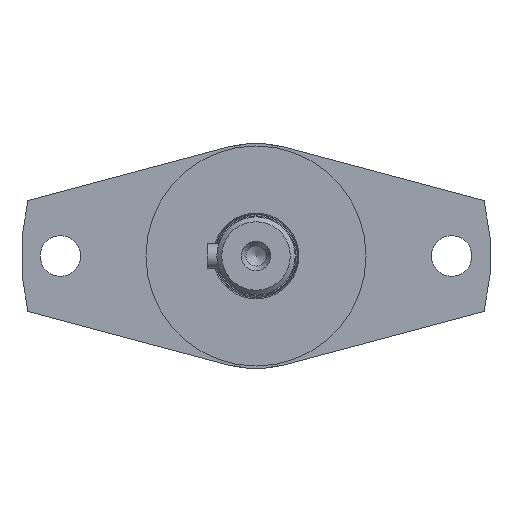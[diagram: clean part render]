
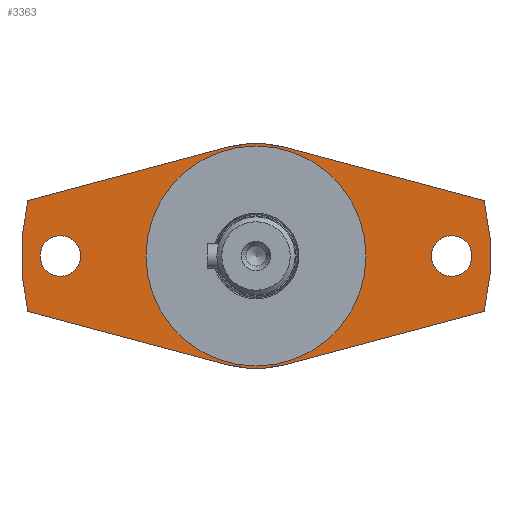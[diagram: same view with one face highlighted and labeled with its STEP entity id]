
A CAD part, left-side view. The second image highlights one B-rep face of the part: STEP entity #3363.
In plain terms, the highlighted planar face has unit normal (-1, 0, 0).
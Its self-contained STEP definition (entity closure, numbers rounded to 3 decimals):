
#95=FACE_BOUND('',#1107,.T.);
#96=FACE_BOUND('',#1108,.T.);
#97=FACE_BOUND('',#1109,.T.);
#191=PLANE('',#3687);
#437=LINE('',#5625,#701);
#438=LINE('',#5626,#702);
#439=LINE('',#5627,#703);
#440=LINE('',#5628,#704);
#701=VECTOR('',#4524,10.);
#702=VECTOR('',#4525,10.);
#703=VECTOR('',#4526,10.);
#704=VECTOR('',#4527,10.);
#912=FACE_OUTER_BOUND('',#1106,.T.);
#1106=EDGE_LOOP('',(#2852,#2853,#2854,#2855,#2856,#2857,#2858,#2859));
#1107=EDGE_LOOP('',(#2860));
#1108=EDGE_LOOP('',(#2861));
#1109=EDGE_LOOP('',(#2862,#2863));
#1274=CIRCLE('',#3668,23.);
#1276=CIRCLE('',#3670,23.);
#1281=CIRCLE('',#3677,48.);
#1282=CIRCLE('',#3679,22.5);
#1283=CIRCLE('',#3680,22.5);
#1285=CIRCLE('',#3683,48.);
#1288=CIRCLE('',#3688,4.15);
#1289=CIRCLE('',#3689,4.15);
#1573=VERTEX_POINT('',#5571);
#1574=VERTEX_POINT('',#5573);
#1577=VERTEX_POINT('',#5579);
#1578=VERTEX_POINT('',#5581);
#1584=VERTEX_POINT('',#5597);
#1585=VERTEX_POINT('',#5599);
#1586=VERTEX_POINT('',#5603);
#1587=VERTEX_POINT('',#5604);
#1588=VERTEX_POINT('',#5609);
#1591=VERTEX_POINT('',#5614);
#1594=VERTEX_POINT('',#5629);
#1595=VERTEX_POINT('',#5631);
#2006=EDGE_CURVE('',#1574,#1573,#1274,.T.);
#2010=EDGE_CURVE('',#1578,#1577,#1276,.T.);
#2019=EDGE_CURVE('',#1584,#1585,#1281,.T.);
#2021=EDGE_CURVE('',#1586,#1587,#1282,.T.);
#2022=EDGE_CURVE('',#1587,#1586,#1283,.T.);
#2027=EDGE_CURVE('',#1591,#1588,#1285,.T.);
#2032=EDGE_CURVE('',#1584,#1574,#437,.T.);
#2033=EDGE_CURVE('',#1573,#1588,#438,.T.);
#2034=EDGE_CURVE('',#1591,#1578,#439,.T.);
#2035=EDGE_CURVE('',#1577,#1585,#440,.T.);
#2036=EDGE_CURVE('',#1594,#1594,#1288,.T.);
#2037=EDGE_CURVE('',#1595,#1595,#1289,.T.);
#2852=ORIENTED_EDGE('',*,*,#2032,.T.);
#2853=ORIENTED_EDGE('',*,*,#2006,.T.);
#2854=ORIENTED_EDGE('',*,*,#2033,.T.);
#2855=ORIENTED_EDGE('',*,*,#2027,.F.);
#2856=ORIENTED_EDGE('',*,*,#2034,.T.);
#2857=ORIENTED_EDGE('',*,*,#2010,.T.);
#2858=ORIENTED_EDGE('',*,*,#2035,.T.);
#2859=ORIENTED_EDGE('',*,*,#2019,.F.);
#2860=ORIENTED_EDGE('',*,*,#2036,.T.);
#2861=ORIENTED_EDGE('',*,*,#2037,.T.);
#2862=ORIENTED_EDGE('',*,*,#2021,.T.);
#2863=ORIENTED_EDGE('',*,*,#2022,.T.);
#3363=ADVANCED_FACE('',(#912,#95,#96,#97),#191,.T.);
#3668=AXIS2_PLACEMENT_3D('',#5574,#4472,#4473);
#3670=AXIS2_PLACEMENT_3D('',#5582,#4478,#4479);
#3677=AXIS2_PLACEMENT_3D('',#5600,#4496,#4497);
#3679=AXIS2_PLACEMENT_3D('',#5605,#4501,#4502);
#3680=AXIS2_PLACEMENT_3D('',#5606,#4503,#4504);
#3683=AXIS2_PLACEMENT_3D('',#5616,#4512,#4513);
#3687=AXIS2_PLACEMENT_3D('',#5624,#4522,#4523);
#3688=AXIS2_PLACEMENT_3D('',#5630,#4528,#4529);
#3689=AXIS2_PLACEMENT_3D('',#5632,#4530,#4531);
#4472=DIRECTION('center_axis',(-1.,0.,0.));
#4473=DIRECTION('ref_axis',(0.,0.259,0.966));
#4478=DIRECTION('center_axis',(-1.,0.,0.));
#4479=DIRECTION('ref_axis',(0.,0.259,0.966));
#4496=DIRECTION('center_axis',(1.,0.,0.));
#4497=DIRECTION('ref_axis',(0.,-1.,0.));
#4501=DIRECTION('center_axis',(1.,0.,0.));
#4502=DIRECTION('ref_axis',(0.,-1.,0.));
#4503=DIRECTION('center_axis',(1.,0.,0.));
#4504=DIRECTION('ref_axis',(0.,-1.,0.));
#4512=DIRECTION('center_axis',(1.,0.,0.));
#4513=DIRECTION('ref_axis',(0.,-1.,0.));
#4522=DIRECTION('center_axis',(-1.,0.,0.));
#4523=DIRECTION('ref_axis',(0.,0.,
-1.));
#4524=DIRECTION('',(0.,0.966,0.259));
#4525=DIRECTION('',(0.,0.966,-0.259));
#4526=DIRECTION('',(0.,-0.966,-0.259));
#4527=DIRECTION('',(0.,-0.966,0.259));
#4528=DIRECTION('center_axis',(1.,0.,0.));
#4529=DIRECTION('ref_axis',(0.,0.,1.));
#4530=DIRECTION('center_axis',(1.,0.,0.));
#4531=DIRECTION('ref_axis',(0.,0.,1.));
#5571=CARTESIAN_POINT('',(-132.5,5.953,22.216));
#5573=CARTESIAN_POINT('',(-132.5,-5.953,22.216));
#5574=CARTESIAN_POINT('Origin',(-132.5,0.,0.));
#5579=CARTESIAN_POINT('',(-132.5,-5.953,-22.216));
#5581=CARTESIAN_POINT('',(-132.5,5.953,-22.216));
#5582=CARTESIAN_POINT('Origin',(-132.5,0.,0.));
#5597=CARTESIAN_POINT('',(-132.5,-46.648,11.312));
#5599=CARTESIAN_POINT('',(-132.5,-46.648,-11.312));
#5600=CARTESIAN_POINT('Origin',(-132.5,0.,0.));
#5603=CARTESIAN_POINT('',(-132.5,-22.5,0.));
#5604=CARTESIAN_POINT('',(-132.5,22.5,0.));
#5605=CARTESIAN_POINT('Origin',(-132.5,0.,0.));
#5606=CARTESIAN_POINT('Origin',(-132.5,0.,0.));
#5609=CARTESIAN_POINT('',(-132.5,46.648,11.312));
#5614=CARTESIAN_POINT('',(-132.5,46.648,-11.312));
#5616=CARTESIAN_POINT('Origin',(-132.5,0.,0.));
#5624=CARTESIAN_POINT('Origin',(-132.5,-35.25,0.));
#5625=CARTESIAN_POINT('',(-132.5,-45.921,11.507));
#5626=CARTESIAN_POINT('',(-132.5,-10.492,26.623));
#5627=CARTESIAN_POINT('',(-132.5,13.032,-20.319));
#5628=CARTESIAN_POINT('',(-132.5,-22.397,-17.81));
#5629=CARTESIAN_POINT('',(-132.5,40.,-4.15));
#5630=CARTESIAN_POINT('Origin',(-132.5,40.,0.));
#5631=CARTESIAN_POINT('',(-132.5,-40.,-4.15));
#5632=CARTESIAN_POINT('Origin',(-132.5,-40.,0.));
